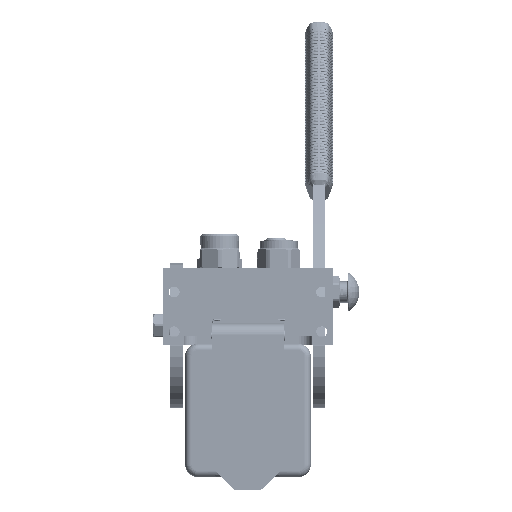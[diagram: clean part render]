
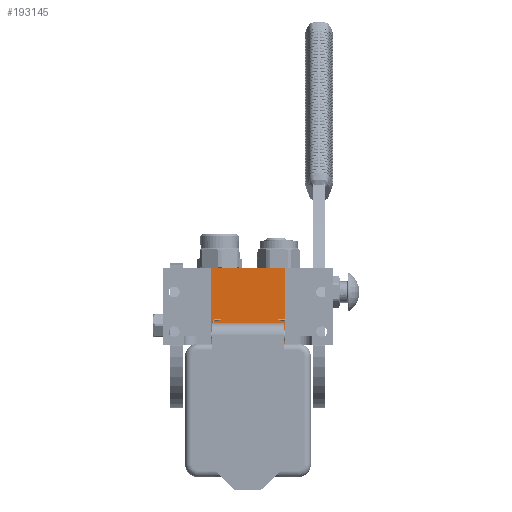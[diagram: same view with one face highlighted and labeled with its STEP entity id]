
A CAD part, left-side view. The second image highlights one B-rep face of the part: STEP entity #193145.
In plain terms, the highlighted face is planar.
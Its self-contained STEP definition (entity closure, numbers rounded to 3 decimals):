
#24820 = ORIENTED_EDGE ( 'NONE', *, *, #145160, .F. ) ;
#29708 = CARTESIAN_POINT ( 'NONE',  ( 29., 0., -107.5 ) ) ;
#30487 = CARTESIAN_POINT ( 'NONE',  ( -29., 60.2, -107.5 ) ) ;
#34838 = VECTOR ( 'NONE', #160575, 1000. ) ;
#43593 = EDGE_CURVE ( 'NONE', #138213, #128988, #134677, .T. ) ;
#44540 = ORIENTED_EDGE ( 'NONE', *, *, #43593, .F. ) ;
#60602 = CARTESIAN_POINT ( 'NONE',  ( 29., 0., -107.5 ) ) ;
#63128 = DIRECTION ( 'NONE',  ( 0., 1., 0. ) ) ;
#82837 = VECTOR ( 'NONE', #63128, 1000. ) ;
#88368 = VECTOR ( 'NONE', #91820, 1000. ) ;
#90489 = FACE_OUTER_BOUND ( 'NONE', #98876, .T. ) ;
#91576 = EDGE_CURVE ( 'NONE', #96924, #163355, #190559, .T. ) ;
#91820 = DIRECTION ( 'NONE',  ( 0., 1., 0. ) ) ;
#92774 = PLANE ( 'NONE',  #204828 ) ;
#96924 = VERTEX_POINT ( 'NONE', #165002 ) ;
#98876 = EDGE_LOOP ( 'NONE', ( #201537, #24820, #44540, #142706 ) ) ;
#101753 = VECTOR ( 'NONE', #159375, 1000. ) ;
#106822 = LINE ( 'NONE', #210293, #101753 ) ;
#111369 = DIRECTION ( 'NONE',  ( -1., 0., 0. ) ) ;
#128988 = VERTEX_POINT ( 'NONE', #172391 ) ;
#132129 = LINE ( 'NONE', #29708, #34838 ) ;
#134677 = LINE ( 'NONE', #159045, #88368 ) ;
#138213 = VERTEX_POINT ( 'NONE', #153415 ) ;
#142706 = ORIENTED_EDGE ( 'NONE', *, *, #200938, .T. ) ;
#145160 = EDGE_CURVE ( 'NONE', #128988, #163355, #106822, .T. ) ;
#153415 = CARTESIAN_POINT ( 'NONE',  ( 29., 0., -107.5 ) ) ;
#159045 = CARTESIAN_POINT ( 'NONE',  ( 29., 0., -107.5 ) ) ;
#159375 = DIRECTION ( 'NONE',  ( -1., 0., 0. ) ) ;
#160575 = DIRECTION ( 'NONE',  ( -1., 0., 0. ) ) ;
#163355 = VERTEX_POINT ( 'NONE', #30487 ) ;
#165002 = CARTESIAN_POINT ( 'NONE',  ( -29., 0., -107.5 ) ) ;
#172391 = CARTESIAN_POINT ( 'NONE',  ( 29., 60.2, -107.5 ) ) ;
#190559 = LINE ( 'NONE', #211365, #82837 ) ;
#193145 = ADVANCED_FACE ( 'NONE', ( #90489 ), #92774, .T. ) ;
#200938 = EDGE_CURVE ( 'NONE', #138213, #96924, #132129, .T. ) ;
#201537 = ORIENTED_EDGE ( 'NONE', *, *, #91576, .T. ) ;
#204828 = AXIS2_PLACEMENT_3D ( 'NONE', #60602, #207414, #111369 ) ;
#207414 = DIRECTION ( 'NONE',  ( 0., 0., -1. ) ) ;
#210293 = CARTESIAN_POINT ( 'NONE',  ( 29., 60.2, -107.5 ) ) ;
#211365 = CARTESIAN_POINT ( 'NONE',  ( -29., 0., -107.5 ) ) ;
